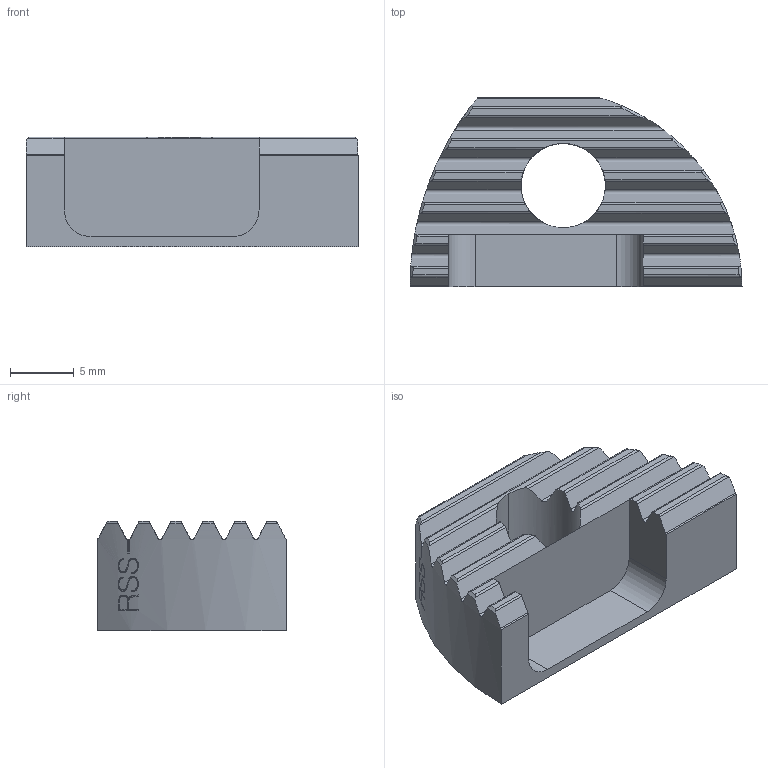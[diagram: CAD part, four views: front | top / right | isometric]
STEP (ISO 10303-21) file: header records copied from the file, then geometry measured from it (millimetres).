
FILE_DESCRIPTION(('no description'),'unknown implementation level');
FILE_NAME('8CAC3CAD-086F-4453-8324-B219FAB13473_export.stp',' ',('CIMSOURCE GmbH'),('CADClick - KiM GmbH - www.kimweb.de'),'unknown preprocess','ACIS','unknown authorization');
FILE_SCHEMA(('automotive_design'));
Length unit declared in the file: millimetre
Products named in the file (1): Marke RSS
Bounding box: 26 x 14.8 x 8.6 mm (x, y, z)
Volume: 1812.8 mm3; surface area: 1492.1 mm2
Topology: 1 solids, 1 shells, 154 faces, 447 edges, 298 vertices
Faces by surface type: plane 56, cylinder 44, bspline 40, cone 12, sphere 2
Entity records: 14203 total; most frequent: CARTESIAN_POINT 5555, STYLED_ITEM 900, PRESENTATION_STYLE_ASSIGNMENT 900, COLOUR_RGB 900, ORIENTED_EDGE 894, DIRECTION 602, EDGE_CURVE 447, CURVE_STYLE 447
